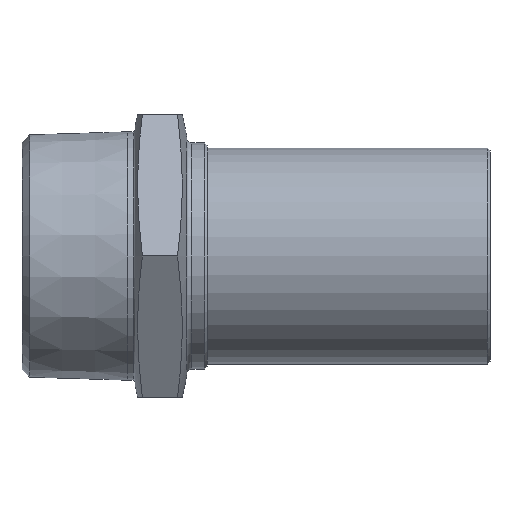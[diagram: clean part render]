
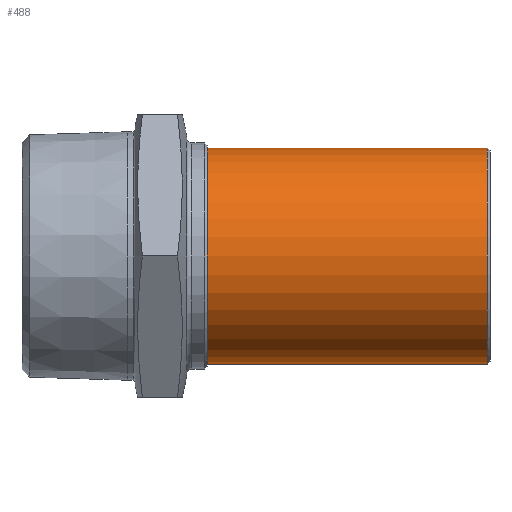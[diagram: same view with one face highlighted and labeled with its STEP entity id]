
A CAD part, front view. The second image highlights one B-rep face of the part: STEP entity #488.
In plain terms, the highlighted cylindrical face has radius 21 mm (diameter 42 mm), a full revolution.
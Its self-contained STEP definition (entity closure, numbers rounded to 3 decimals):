
#34=CYLINDRICAL_SURFACE('',#543,21.);
#61=FACE_OUTER_BOUND('',#91,.T.);
#91=EDGE_LOOP('',(#341,#342,#343,#344,#345));
#124=LINE('',#781,#145);
#145=VECTOR('',#627,21.);
#167=CIRCLE('',#542,21.);
#168=CIRCLE('',#544,21.);
#169=CIRCLE('',#545,21.);
#206=VERTEX_POINT('',#776);
#207=VERTEX_POINT('',#780);
#208=VERTEX_POINT('',#782);
#260=EDGE_CURVE('',#206,#206,#167,.T.);
#261=EDGE_CURVE('',#206,#207,#124,.T.);
#262=EDGE_CURVE('',#207,#208,#168,.T.);
#263=EDGE_CURVE('',#208,#207,#169,.T.);
#341=ORIENTED_EDGE('',*,*,#260,.F.);
#342=ORIENTED_EDGE('',*,*,#261,.T.);
#343=ORIENTED_EDGE('',*,*,#262,.T.);
#344=ORIENTED_EDGE('',*,*,#263,.T.);
#345=ORIENTED_EDGE('',*,*,#261,.F.);
#488=ADVANCED_FACE('',(#61),#34,.T.);
#542=AXIS2_PLACEMENT_3D('',#778,#623,#624);
#543=AXIS2_PLACEMENT_3D('',#779,#625,#626);
#544=AXIS2_PLACEMENT_3D('',#783,#628,#629);
#545=AXIS2_PLACEMENT_3D('',#784,#630,#631);
#623=DIRECTION('center_axis',(1.,0.,0.));
#624=DIRECTION('ref_axis',(0.,1.,0.));
#625=DIRECTION('center_axis',(1.,0.,0.));
#626=DIRECTION('ref_axis',(0.,1.,0.));
#627=DIRECTION('',(-1.,0.,0.));
#628=DIRECTION('center_axis',(1.,0.,0.));
#629=DIRECTION('ref_axis',(0.,0.,1.));
#630=DIRECTION('center_axis',(1.,0.,0.));
#631=DIRECTION('ref_axis',(0.,0.,1.));
#776=CARTESIAN_POINT('',(90.5,-21.,0.));
#778=CARTESIAN_POINT('Origin',(90.5,0.,0.));
#779=CARTESIAN_POINT('Origin',(36.,0.,0.));
#780=CARTESIAN_POINT('',(36.,-21.,0.));
#781=CARTESIAN_POINT('',(36.,-21.,0.));
#782=CARTESIAN_POINT('',(36.,0.,-21.));
#783=CARTESIAN_POINT('Origin',(36.,0.,0.));
#784=CARTESIAN_POINT('Origin',(36.,0.,0.));
